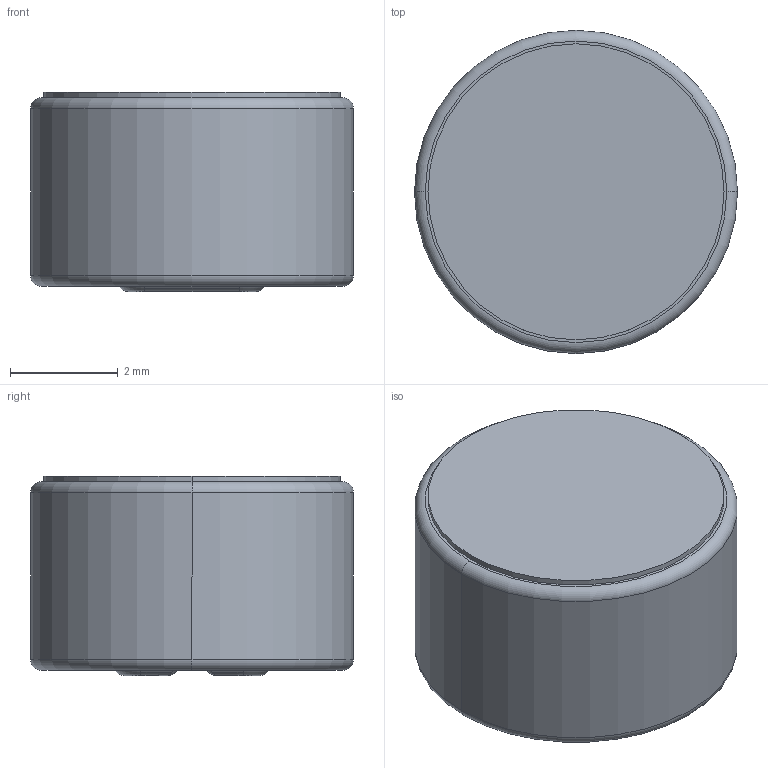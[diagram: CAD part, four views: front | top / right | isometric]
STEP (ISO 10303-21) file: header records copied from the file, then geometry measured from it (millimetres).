
FILE_DESCRIPTION(('STEP AP242'),'1');
FILE_NAME('pom-3542l-r.stp','2022-08-25T12:11:54',('TraceParts'),('TraceParts S.A.'),'Spatial InterOp 3D',' ',' ');
FILE_SCHEMA(('AP242_MANAGED_MODEL_BASED_3D_ENGINEERING_MIM_LF {1 0 10303 442 1 1 4}'));
Length unit declared in the file: millimetre
Products named in the file (1): pom-3542l-r
Bounding box: 6 x 6 x 3.7 mm (x, y, z)
Volume: 21.9 mm3; surface area: 230.1 mm2
Topology: 1 solids, 2 shells, 74 faces, 168 edges, 106 vertices
Faces by surface type: cylinder 38, plane 20, torus 12, bspline 4
Entity records: 2832 total; most frequent: CARTESIAN_POINT 493, DIRECTION 404, ORIENTED_EDGE 328, AXIS2_PLACEMENT_3D 173, EDGE_CURVE 164, VERTEX_POINT 106, EDGE_LOOP 86, CIRCLE 86
